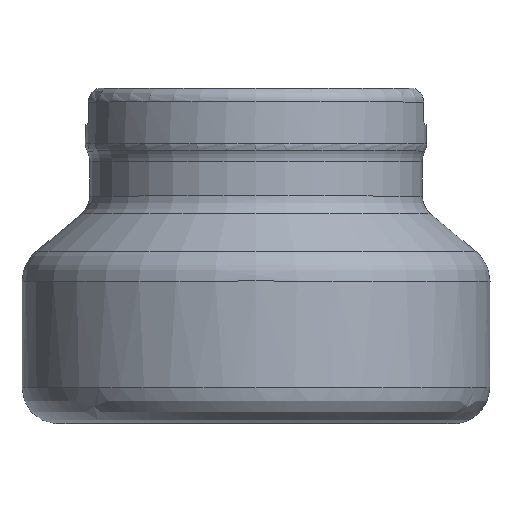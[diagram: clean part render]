
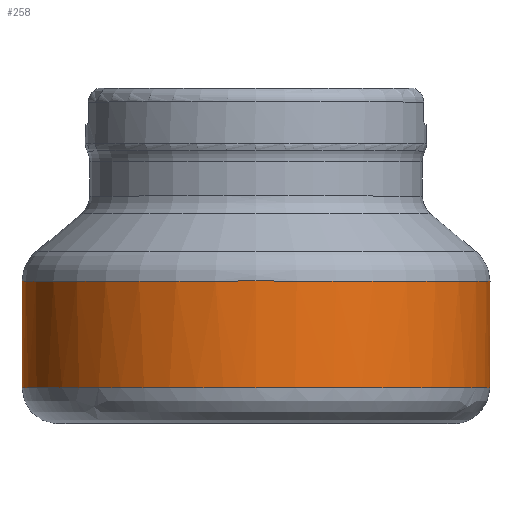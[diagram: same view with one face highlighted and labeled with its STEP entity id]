
A CAD part, top view. The second image highlights one B-rep face of the part: STEP entity #258.
In plain terms, the highlighted cylindrical face has radius 30.464 mm (diameter 60.928 mm), a full revolution.
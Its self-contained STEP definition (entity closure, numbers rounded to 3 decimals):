
#146=CYLINDRICAL_SURFACE('',#818,30.464);
#215=B_SPLINE_CURVE_WITH_KNOTS('',3,(#1647,#1648,#1649,#1650,#1651,#1652,
#1653,#1654,#1655,#1656,#1657,#1658,#1659,#1660,#1661,#1662,#1663,#1664,
#1665,#1666,#1667,#1668,#1669,#1670,#1671,#1672,#1673,#1674,#1675,#1676,
#1677,#1678,#1679,#1680),.UNSPECIFIED.,.T.,.F.,(2,2,2,2,2,2,2,2,2,2,2,2,
2,2,2,2,2,2,2),(-0.063,0.,0.063,0.125,0.188,0.25,0.313,0.375,0.438,
0.5,0.563,0.625,0.688,0.75,0.813,0.875,0.938,1.,1.063),
 .UNSPECIFIED.);
#258=ADVANCED_FACE('',(#318,#319),#146,.T.);
#318=FACE_BOUND('',#392,.T.);
#319=FACE_BOUND('',#393,.T.);
#392=EDGE_LOOP('',(#554));
#393=EDGE_LOOP('',(#555));
#554=ORIENTED_EDGE('',*,*,#706,.T.);
#555=ORIENTED_EDGE('',*,*,#707,.T.);
#625=VERTEX_POINT('',#1646);
#626=VERTEX_POINT('',#1681);
#706=EDGE_CURVE('',#625,#625,#741,.T.);
#707=EDGE_CURVE('',#626,#626,#215,.T.);
#741=CIRCLE('',#817,30.464);
#817=AXIS2_PLACEMENT_3D('',#1645,#992,#993);
#818=AXIS2_PLACEMENT_3D('',#1682,#994,#995);
#992=DIRECTION('',(0.,-1.,0.));
#993=DIRECTION('',(0.,0.,1.));
#994=DIRECTION('',(0.,-1.,0.));
#995=DIRECTION('',(0.,0.,-1.));
#1645=CARTESIAN_POINT('',(0.,19.313,0.));
#1646=CARTESIAN_POINT('',(0.,19.313,30.464));
#1647=CARTESIAN_POINT('',(-3.988,5.435,30.464));
#1648=CARTESIAN_POINT('',(3.988,5.435,30.464));
#1649=CARTESIAN_POINT('',(7.974,5.435,29.671));
#1650=CARTESIAN_POINT('',(15.342,5.435,26.619));
#1651=CARTESIAN_POINT('',(18.722,5.435,24.361));
#1652=CARTESIAN_POINT('',(24.361,5.435,18.722));
#1653=CARTESIAN_POINT('',(26.619,5.435,15.342));
#1654=CARTESIAN_POINT('',(29.671,5.435,7.974));
#1655=CARTESIAN_POINT('',(30.464,5.435,3.988));
#1656=CARTESIAN_POINT('',(30.464,5.435,-3.988));
#1657=CARTESIAN_POINT('',(29.671,5.435,-7.974));
#1658=CARTESIAN_POINT('',(26.619,5.435,-15.342));
#1659=CARTESIAN_POINT('',(24.361,5.435,-18.722));
#1660=CARTESIAN_POINT('',(18.722,5.435,-24.361));
#1661=CARTESIAN_POINT('',(15.342,5.435,-26.619));
#1662=CARTESIAN_POINT('',(7.974,5.435,-29.671));
#1663=CARTESIAN_POINT('',(3.988,5.435,-30.464));
#1664=CARTESIAN_POINT('',(-3.988,5.435,-30.464));
#1665=CARTESIAN_POINT('',(-7.974,5.435,-29.671));
#1666=CARTESIAN_POINT('',(-15.342,5.435,-26.619));
#1667=CARTESIAN_POINT('',(-18.722,5.435,-24.361));
#1668=CARTESIAN_POINT('',(-24.361,5.435,-18.722));
#1669=CARTESIAN_POINT('',(-26.619,5.435,-15.342));
#1670=CARTESIAN_POINT('',(-29.671,5.435,-7.974));
#1671=CARTESIAN_POINT('',(-30.464,5.435,-3.988));
#1672=CARTESIAN_POINT('',(-30.464,5.435,3.988));
#1673=CARTESIAN_POINT('',(-29.671,5.435,7.974));
#1674=CARTESIAN_POINT('',(-26.619,5.435,15.342));
#1675=CARTESIAN_POINT('',(-24.361,5.435,18.722));
#1676=CARTESIAN_POINT('',(-18.722,5.435,24.361));
#1677=CARTESIAN_POINT('',(-15.342,5.435,26.619));
#1678=CARTESIAN_POINT('',(-7.974,5.435,29.671));
#1679=CARTESIAN_POINT('',(-3.988,5.435,30.464));
#1680=CARTESIAN_POINT('',(3.988,5.435,30.464));
#1681=CARTESIAN_POINT('',(0.,5.435,30.466));
#1682=CARTESIAN_POINT('',(0.,0.,0.));
